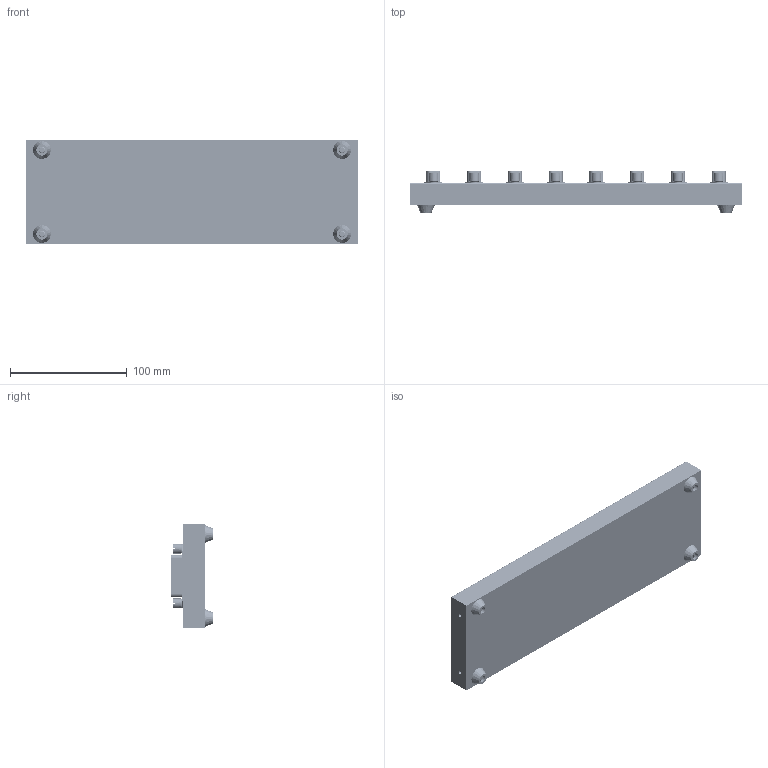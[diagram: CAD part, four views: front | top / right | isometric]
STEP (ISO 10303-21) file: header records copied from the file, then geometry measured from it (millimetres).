
FILE_DESCRIPTION (( 'STEP AP203' ), '1' );
FILE_NAME ('CIB24MT2.STEP', '2014-06-24T13:41:21', ( 'x' ), ( '' ), 'SwSTEP 2.0', 'SolidWorks 2014', '' );
FILE_SCHEMA (( 'CONFIG_CONTROL_DESIGN' ));
Length unit declared in the file: inch
Products named in the file (5): 3AA01-003_3AA01-003-375; CIB24MT2; CIB24MT2-MA1; CIB24S; CIB24S-MA1
Assembly tree (30 placements, depth 2):
  CIB24MT2
    CIB24MT2-MA1  x2
    CIB24S  x8
    CIB24S-MA1  x16
    3AA01-003_3AA01-003-375  x4
Bounding box: 284.54 x 35.33 x 88.9 mm (x, y, z)
Volume: 529134.1 mm3; surface area: 112082.2 mm2
Topology: 30 solids, 30 shells, 6584 faces, 16812 edges, 11024 vertices
Faces by surface type: plane 4416, cylinder 1484, bspline 256, cone 196, sphere 192, torus 40
Entity records: 28690 total; most frequent: CARTESIAN_POINT 7478, ORIENTED_EDGE 4144, DIRECTION 4067, EDGE_CURVE 2072, LINE 1489, VECTOR 1489, VERTEX_POINT 1358, AXIS2_PLACEMENT_3D 1289
